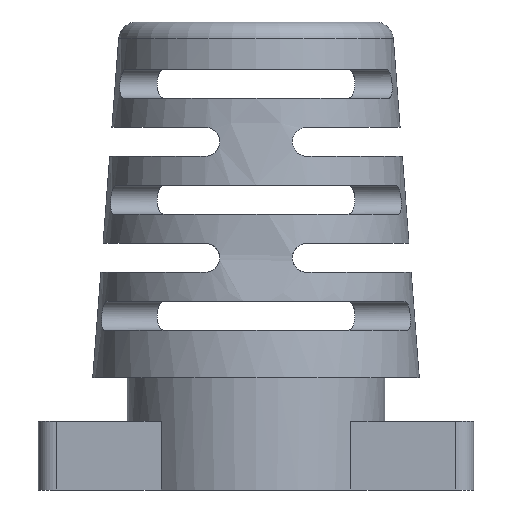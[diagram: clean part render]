
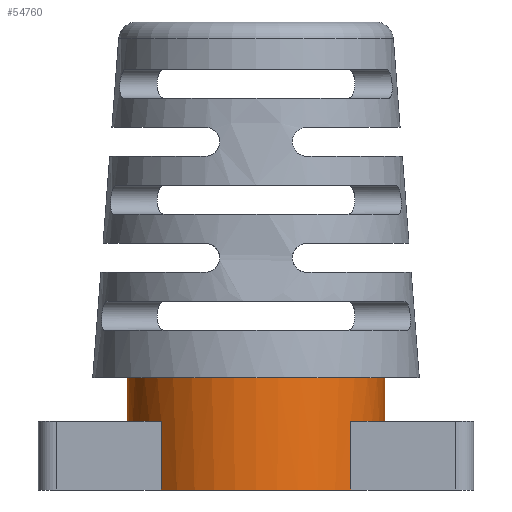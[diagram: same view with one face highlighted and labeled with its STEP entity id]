
A CAD part, front view. The second image highlights one B-rep face of the part: STEP entity #54760.
In plain terms, the highlighted cylindrical face has radius 3.55 mm (diameter 7.1 mm), a partial arc.
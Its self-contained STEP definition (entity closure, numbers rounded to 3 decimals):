
#210=CARTESIAN_POINT('',(0.,0.,3.1));
#220=DIRECTION('',(0.,0.,1.));
#230=DIRECTION('',(1.,0.,-0.));
#240=AXIS2_PLACEMENT_3D('',#210,#220,#230);
#250=CIRCLE('',#240,3.55);
#260=CARTESIAN_POINT('',(3.55,0.,3.1));
#270=VERTEX_POINT('',#260);
#280=CARTESIAN_POINT('',(-3.55,0.,3.1));
#290=VERTEX_POINT('',#280);
#320=EDGE_CURVE('',#290,#270,#250,.T.);
#37630=CARTESIAN_POINT('',(2.616,-2.4,
-0.078));
#37640=DIRECTION('',(-0.,-0.,-1.));
#37650=VECTOR('',#37640,1.);
#37660=LINE('',#37630,#37650);
#37670=CARTESIAN_POINT('',(2.616,-2.4,1.9));
#37680=VERTEX_POINT('',#37670);
#37690=CARTESIAN_POINT('',(2.616,-2.4,0.));
#37700=VERTEX_POINT('',#37690);
#37710=EDGE_CURVE('',#37680,#37700,#37660,.T.);
#47860=CARTESIAN_POINT('',(-2.616,-2.4,
-0.078));
#47870=DIRECTION('',(-0.,-0.,-1.));
#47880=VECTOR('',#47870,1.);
#47890=LINE('',#47860,#47880);
#47900=CARTESIAN_POINT('',(-2.616,-2.4,1.9));
#47910=VERTEX_POINT('',#47900);
#47920=CARTESIAN_POINT('',(-2.616,-2.4,0.));
#47930=VERTEX_POINT('',#47920);
#47940=EDGE_CURVE('',#47910,#47930,#47890,.T.);
#54290=CARTESIAN_POINT('',(0.,0.,-0.078));
#54300=DIRECTION('',(0.,0.,1.));
#54310=DIRECTION('',(1.,0.,-0.));
#54320=AXIS2_PLACEMENT_3D('',#54290,#54300,#54310);
#54330=CYLINDRICAL_SURFACE('',#54320,3.55);
#54340=CARTESIAN_POINT('',(-3.55,0.,
-0.078));
#54350=DIRECTION('',(0.,0.,1.));
#54360=VECTOR('',#54350,1.);
#54370=LINE('',#54340,#54360);
#54380=CARTESIAN_POINT('',(-3.55,0.,1.9));
#54390=VERTEX_POINT('',#54380);
#54400=EDGE_CURVE('',#54390,#290,#54370,.T.);
#54410=ORIENTED_EDGE('',*,*,#54400,.F.);
#54420=ORIENTED_EDGE('',*,*,#320,.F.);
#54430=CARTESIAN_POINT('',(3.55,0.,-0.078));
#54440=DIRECTION('',(0.,0.,1.));
#54450=VECTOR('',#54440,1.);
#54460=LINE('',#54430,#54450);
#54470=CARTESIAN_POINT('',(3.55,0.,1.9));
#54480=VERTEX_POINT('',#54470);
#54490=EDGE_CURVE('',#54480,#270,#54460,.T.);
#54500=ORIENTED_EDGE('',*,*,#54490,.T.);
#54510=CARTESIAN_POINT('',(0.,0.,1.9));
#54520=DIRECTION('',(0.,0.,1.));
#54530=DIRECTION('',(1.,0.,-0.));
#54540=AXIS2_PLACEMENT_3D('',#54510,#54520,#54530);
#54550=CIRCLE('',#54540,3.55);
#54560=EDGE_CURVE('',#37680,#54480,#54550,.T.);
#54570=ORIENTED_EDGE('',*,*,#54560,.T.);
#54580=ORIENTED_EDGE('',*,*,#37710,.F.);
#54590=CARTESIAN_POINT('',(0.,0.,0.));
#54600=DIRECTION('',(-0.,-0.,-1.));
#54610=DIRECTION('',(1.,0.,-0.));
#54620=AXIS2_PLACEMENT_3D('',#54590,#54600,#54610);
#54630=CIRCLE('',#54620,3.55);
#54640=EDGE_CURVE('',#37700,#47930,#54630,.T.);
#54650=ORIENTED_EDGE('',*,*,#54640,.F.);
#54660=ORIENTED_EDGE('',*,*,#47940,.T.);
#54670=CARTESIAN_POINT('',(0.,0.,1.9));
#54680=DIRECTION('',(0.,0.,1.));
#54690=DIRECTION('',(1.,0.,-0.));
#54700=AXIS2_PLACEMENT_3D('',#54670,#54680,#54690);
#54710=CIRCLE('',#54700,3.55);
#54720=EDGE_CURVE('',#54390,#47910,#54710,.T.);
#54730=ORIENTED_EDGE('',*,*,#54720,.T.);
#54740=EDGE_LOOP('',(#54730,#54660,#54650,#54580,#54570,#54500,#54420,
#54410));
#54750=FACE_OUTER_BOUND('',#54740,.T.);
#54760=ADVANCED_FACE('',(#54750),#54330,.T.);
